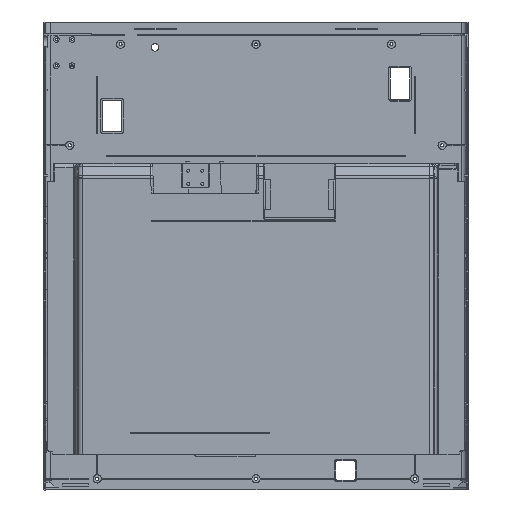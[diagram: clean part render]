
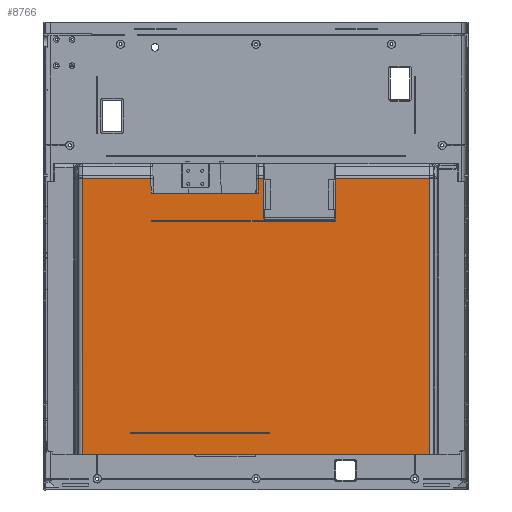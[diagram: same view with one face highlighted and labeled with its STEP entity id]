
A CAD part, front view. The second image highlights one B-rep face of the part: STEP entity #8766.
In plain terms, the highlighted planar face has unit normal (0, -1, 0).
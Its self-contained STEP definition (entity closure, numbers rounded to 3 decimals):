
#1800=PLANE('',#26172);
#3016=ELLIPSE('',#25560,1.,1.);
#3017=ELLIPSE('',#25562,1.,1.);
#3031=ELLIPSE('',#25619,1.5,1.5);
#3160=ELLIPSE('',#26144,1.5,1.5);
#4686=LINE('',#38806,#6877);
#4688=LINE('',#38809,#6879);
#4691=LINE('',#38821,#6882);
#4753=LINE('',#39396,#6944);
#4779=LINE('',#39452,#6970);
#4859=LINE('',#39707,#7050);
#4870=LINE('',#39729,#7061);
#4872=LINE('',#39738,#7063);
#4875=LINE('',#39747,#7066);
#4876=LINE('',#39757,#7067);
#4879=LINE('',#39777,#7070);
#4880=LINE('',#39779,#7071);
#5127=LINE('',#40675,#7318);
#5134=LINE('',#40693,#7325);
#5296=LINE('',#41622,#7487);
#5305=LINE('',#41645,#7496);
#5306=LINE('',#41648,#7497);
#5307=LINE('',#41650,#7498);
#5308=LINE('',#41652,#7499);
#5309=LINE('',#41653,#7500);
#5310=LINE('',#41656,#7501);
#5311=LINE('',#41658,#7502);
#5312=LINE('',#41660,#7503);
#5313=LINE('',#41661,#7504);
#6877=VECTOR('',#30718,1.);
#6879=VECTOR('',#30722,1.);
#6882=VECTOR('',#30731,1.);
#6944=VECTOR('',#30901,1.);
#6970=VECTOR('',#30947,1.);
#7050=VECTOR('',#31159,1.);
#7061=VECTOR('',#31176,1.);
#7063=VECTOR('',#31180,1.);
#7066=VECTOR('',#31189,1.);
#7067=VECTOR('',#31194,1.);
#7070=VECTOR('',#31203,1.);
#7071=VECTOR('',#31206,1.);
#7318=VECTOR('',#31853,1.);
#7325=VECTOR('',#31868,1.);
#7487=VECTOR('',#32512,1.);
#7496=VECTOR('',#32543,1.);
#7497=VECTOR('',#32544,1.);
#7498=VECTOR('',#32545,1.);
#7499=VECTOR('',#32546,1.);
#7500=VECTOR('',#32547,1.);
#7501=VECTOR('',#32548,1.);
#7502=VECTOR('',#32549,1.);
#7503=VECTOR('',#32550,1.);
#7504=VECTOR('',#32551,1.);
#8766=ADVANCED_FACE('',(#9656,#9657,#9658),#1800,.T.);
#9656=FACE_BOUND('',#11222,.T.);
#9657=FACE_BOUND('',#11223,.T.);
#9658=FACE_BOUND('',#11224,.T.);
#11222=EDGE_LOOP('',(#17592,#17593,#17594,#17595));
#11223=EDGE_LOOP('',(#17596,#17597,#17598,#17599));
#11224=EDGE_LOOP('',(#17600,#17601,#17602,#17603,#17604,#17605,#17606,#17607,
#17608,#17609,#17610,#17611,#17612,#17613,#17614,#17615,#17616,#17617,#17618,
#17619));
#17592=ORIENTED_EDGE('',*,*,#23379,.F.);
#17593=ORIENTED_EDGE('',*,*,#23380,.T.);
#17594=ORIENTED_EDGE('',*,*,#23381,.T.);
#17595=ORIENTED_EDGE('',*,*,#23382,.F.);
#17596=ORIENTED_EDGE('',*,*,#23383,.F.);
#17597=ORIENTED_EDGE('',*,*,#23384,.F.);
#17598=ORIENTED_EDGE('',*,*,#23385,.T.);
#17599=ORIENTED_EDGE('',*,*,#23386,.T.);
#17600=ORIENTED_EDGE('',*,*,#22755,.T.);
#17601=ORIENTED_EDGE('',*,*,#22756,.T.);
#17602=ORIENTED_EDGE('',*,*,#22571,.F.);
#17603=ORIENTED_EDGE('',*,*,#23356,.T.);
#17604=ORIENTED_EDGE('',*,*,#22604,.F.);
#17605=ORIENTED_EDGE('',*,*,#22557,.F.);
#17606=ORIENTED_EDGE('',*,*,#22724,.F.);
#17607=ORIENTED_EDGE('',*,*,#22737,.T.);
#17608=ORIENTED_EDGE('',*,*,#22740,.T.);
#17609=ORIENTED_EDGE('',*,*,#22452,.F.);
#17610=ORIENTED_EDGE('',*,*,#23104,.T.);
#17611=ORIENTED_EDGE('',*,*,#22446,.T.);
#17612=ORIENTED_EDGE('',*,*,#22450,.T.);
#17613=ORIENTED_EDGE('',*,*,#22444,.T.);
#17614=ORIENTED_EDGE('',*,*,#23114,.T.);
#17615=ORIENTED_EDGE('',*,*,#22457,.F.);
#17616=ORIENTED_EDGE('',*,*,#22745,.T.);
#17617=ORIENTED_EDGE('',*,*,#22748,.T.);
#17618=ORIENTED_EDGE('',*,*,#23368,.T.);
#17619=ORIENTED_EDGE('',*,*,#23387,.T.);
#19580=VERTEX_POINT('',#38788);
#19581=VERTEX_POINT('',#38790);
#19582=VERTEX_POINT('',#38794);
#19583=VERTEX_POINT('',#38795);
#19586=VERTEX_POINT('',#38810);
#19587=VERTEX_POINT('',#38811);
#19589=VERTEX_POINT('',#38817);
#19591=VERTEX_POINT('',#38820);
#19679=VERTEX_POINT('',#39366);
#19680=VERTEX_POINT('',#39368);
#19690=VERTEX_POINT('',#39395);
#19691=VERTEX_POINT('',#39397);
#19711=VERTEX_POINT('',#39453);
#19788=VERTEX_POINT('',#39708);
#19796=VERTEX_POINT('',#39730);
#19800=VERTEX_POINT('',#39746);
#19803=VERTEX_POINT('',#39756);
#19807=VERTEX_POINT('',#39769);
#19809=VERTEX_POINT('',#39776);
#20111=VERTEX_POINT('',#41621);
#20115=VERTEX_POINT('',#41646);
#20116=VERTEX_POINT('',#41647);
#20117=VERTEX_POINT('',#41649);
#20118=VERTEX_POINT('',#41651);
#20119=VERTEX_POINT('',#41654);
#20120=VERTEX_POINT('',#41655);
#20121=VERTEX_POINT('',#41657);
#20122=VERTEX_POINT('',#41659);
#22444=EDGE_CURVE('',#19581,#19580,#3016,.T.);
#22446=EDGE_CURVE('',#19582,#19583,#3017,.T.);
#22450=EDGE_CURVE('',#19583,#19581,#4686,.T.);
#22452=EDGE_CURVE('',#19586,#19587,#4688,.T.);
#22457=EDGE_CURVE('',#19591,#19589,#4691,.T.);
#22557=EDGE_CURVE('',#19679,#19680,#3031,.T.);
#22571=EDGE_CURVE('',#19690,#19691,#4753,.T.);
#22604=EDGE_CURVE('',#19680,#19711,#4779,.T.);
#22724=EDGE_CURVE('',#19788,#19679,#4859,.T.);
#22737=EDGE_CURVE('',#19788,#19796,#4870,.T.);
#22740=EDGE_CURVE('',#19796,#19587,#4872,.T.);
#22745=EDGE_CURVE('',#19591,#19800,#4875,.T.);
#22748=EDGE_CURVE('',#19800,#19803,#4876,.T.);
#22755=EDGE_CURVE('',#19807,#19809,#4879,.T.);
#22756=EDGE_CURVE('',#19809,#19691,#4880,.T.);
#23104=EDGE_CURVE('',#19586,#19582,#5127,.T.);
#23114=EDGE_CURVE('',#19580,#19589,#5134,.T.);
#23356=EDGE_CURVE('',#19690,#19711,#3160,.T.);
#23368=EDGE_CURVE('',#19803,#20111,#5296,.T.);
#23379=EDGE_CURVE('',#20115,#20116,#5305,.T.);
#23380=EDGE_CURVE('',#20115,#20117,#5306,.T.);
#23381=EDGE_CURVE('',#20117,#20118,#5307,.T.);
#23382=EDGE_CURVE('',#20116,#20118,#5308,.T.);
#23383=EDGE_CURVE('',#20119,#20120,#5309,.T.);
#23384=EDGE_CURVE('',#20121,#20119,#5310,.T.);
#23385=EDGE_CURVE('',#20121,#20122,#5311,.T.);
#23386=EDGE_CURVE('',#20122,#20120,#5312,.T.);
#23387=EDGE_CURVE('',#20111,#19807,#5313,.T.);
#25560=AXIS2_PLACEMENT_3D('',#38789,#30697,#30698);
#25562=AXIS2_PLACEMENT_3D('',#38793,#30702,#30703);
#25619=AXIS2_PLACEMENT_3D('',#39367,#30875,#30876);
#26144=AXIS2_PLACEMENT_3D('',#41592,#32469,#32470);
#26172=AXIS2_PLACEMENT_3D('',#41662,#32552,#32553);
#30697=DIRECTION('',(0.,1.,0.));
#30698=DIRECTION('',(-1.,0.,0.));
#30702=DIRECTION('',(0.,1.,0.));
#30703=DIRECTION('',(-1.,0.,0.));
#30718=DIRECTION('',(-1.,0.,0.));
#30722=DIRECTION('',(1.,0.,0.));
#30731=DIRECTION('',(1.,0.,0.));
#30875=DIRECTION('',(0.,-1.,0.));
#30876=DIRECTION('',(1.,0.,0.));
#30901=DIRECTION('',(0.,0.,1.));
#30947=DIRECTION('',(1.,0.,0.));
#31159=DIRECTION('',(0.,0.,-1.));
#31176=DIRECTION('',(-1.,0.,0.));
#31180=DIRECTION('',(-0.011,0.,-1.));
#31189=DIRECTION('',(-0.011,0.,1.));
#31194=DIRECTION('',(-1.,0.,0.));
#31203=DIRECTION('',(0.,0.,1.));
#31206=DIRECTION('',(-1.,0.,0.));
#31853=DIRECTION('',(-0.011,0.,-1.));
#31868=DIRECTION('',(-0.011,0.,1.));
#32469=DIRECTION('',(0.,1.,0.));
#32470=DIRECTION('',(-1.,0.,0.));
#32512=DIRECTION('',(0.,0.,-1.));
#32543=DIRECTION('',(-1.,0.,0.));
#32544=DIRECTION('',(0.,0.,-1.));
#32545=DIRECTION('',(-1.,0.,0.));
#32546=DIRECTION('',(0.,0.,-1.));
#32547=DIRECTION('',(1.,0.,0.));
#32548=DIRECTION('',(0.,0.,-1.));
#32549=DIRECTION('',(1.,0.,0.));
#32550=DIRECTION('',(0.,0.,-1.));
#32551=DIRECTION('',(1.,0.,0.));
#32552=DIRECTION('',(0.,-1.,0.));
#32553=DIRECTION('',(0.,0.,-1.));
#38788=CARTESIAN_POINT('',(-118.071,127.5,299.189));
#38789=CARTESIAN_POINT('',(-117.071,127.5,299.2));
#38790=CARTESIAN_POINT('',(-117.071,127.5,298.2));
#38793=CARTESIAN_POINT('',(-0.628,127.5,299.2));
#38794=CARTESIAN_POINT('',(0.372,127.5,299.189));
#38795=CARTESIAN_POINT('',(-0.628,127.5,298.2));
#38806=CARTESIAN_POINT('',(0.,127.5,298.2));
#38809=CARTESIAN_POINT('',(0.,127.5,299.2));
#38810=CARTESIAN_POINT('',(0.372,127.5,299.2));
#38811=CARTESIAN_POINT('',(2.355,127.5,299.2));
#38817=CARTESIAN_POINT('',(-118.071,127.5,299.2));
#38820=CARTESIAN_POINT('',(-120.053,127.5,299.2));
#38821=CARTESIAN_POINT('',(0.,127.5,299.2));
#39366=CARTESIAN_POINT('',(9.03,127.5,271.));
#39367=CARTESIAN_POINT('',(10.53,127.5,271.));
#39368=CARTESIAN_POINT('',(10.53,127.5,269.5));
#39395=CARTESIAN_POINT('',(90.672,127.5,271.));
#39396=CARTESIAN_POINT('',(90.672,127.5,299.228));
#39397=CARTESIAN_POINT('',(90.672,127.5,316.337));
#39452=CARTESIAN_POINT('',(-176.449,127.5,269.5));
#39453=CARTESIAN_POINT('',(89.172,127.5,269.5));
#39707=CARTESIAN_POINT('',(9.03,127.5,299.228));
#39708=CARTESIAN_POINT('',(9.03,127.5,316.337));
#39729=CARTESIAN_POINT('',(0.,127.5,316.337));
#39730=CARTESIAN_POINT('',(2.54,127.5,316.337));
#39738=CARTESIAN_POINT('',(2.121,127.5,277.621));
#39746=CARTESIAN_POINT('',(-120.239,127.5,316.337));
#39747=CARTESIAN_POINT('',(-119.82,127.5,277.621));
#39756=CARTESIAN_POINT('',(-198.757,127.5,316.337));
#39757=CARTESIAN_POINT('',(0.,127.5,316.337));
#39769=CARTESIAN_POINT('',(198.757,127.5,0.5));
#39776=CARTESIAN_POINT('',(198.757,127.5,316.337));
#39777=CARTESIAN_POINT('',(198.757,127.5,-12.));
#39779=CARTESIAN_POINT('',(0.,127.5,316.337));
#40675=CARTESIAN_POINT('',(-2.995,127.5,-11.968));
#40693=CARTESIAN_POINT('',(-114.69,127.5,-13.241));
#41592=CARTESIAN_POINT('',(89.172,127.5,271.));
#41621=CARTESIAN_POINT('',(-198.757,127.5,0.5));
#41622=CARTESIAN_POINT('',(-198.757,127.5,-12.));
#41645=CARTESIAN_POINT('',(-119.328,127.5,267.5));
#41646=CARTESIAN_POINT('',(90.672,127.5,267.5));
#41647=CARTESIAN_POINT('',(-119.328,127.5,267.5));
#41648=CARTESIAN_POINT('',(90.672,127.5,266.5));
#41649=CARTESIAN_POINT('',(90.672,127.5,266.5));
#41650=CARTESIAN_POINT('',(-119.328,127.5,266.5));
#41651=CARTESIAN_POINT('',(-119.328,127.5,266.5));
#41652=CARTESIAN_POINT('',(-119.328,127.5,266.5));
#41653=CARTESIAN_POINT('',(-144.,127.5,24.));
#41654=CARTESIAN_POINT('',(-144.,127.5,24.));
#41655=CARTESIAN_POINT('',(16.,127.5,24.));
#41656=CARTESIAN_POINT('',(-144.,127.5,25.));
#41657=CARTESIAN_POINT('',(-144.,127.5,25.));
#41658=CARTESIAN_POINT('',(-144.,127.5,25.));
#41659=CARTESIAN_POINT('',(16.,127.5,25.));
#41660=CARTESIAN_POINT('',(16.,127.5,25.));
#41661=CARTESIAN_POINT('',(0.,127.5,0.5));
#41662=CARTESIAN_POINT('',(0.,127.5,-12.));
